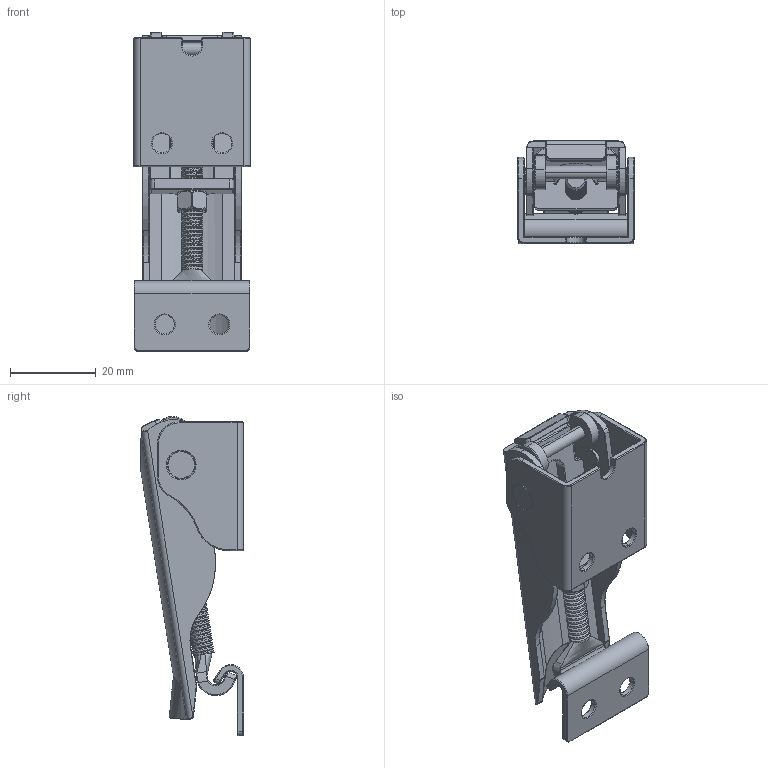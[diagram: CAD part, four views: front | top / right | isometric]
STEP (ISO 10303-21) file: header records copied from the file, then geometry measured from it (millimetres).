
FILE_DESCRIPTION (( 'STEP AP214' ), '1' );
FILE_NAME ('TSL-21207.STEP', '2018-09-10T06:26:30', ( '' ), ( '' ), 'SwSTEP 2.0', 'SolidWorks 2010', '' );
FILE_SCHEMA (( 'AUTOMOTIVE_DESIGN' ));
Length unit declared in the file: millimetre
Products named in the file (9): C-61015-1; C-61012-1; CT-21207-2-1; 固定用鉚釘; TSL-21207; C-61013-1; CT-212072-1; 固定座; C-61006-1
Assembly tree (9 placements, depth 2):
  TSL-21207
    固定座
    C-61013-1
    CT-212072-1
    C-61015-1
    CT-21207-2-1
    C-61006-1
    固定用鉚釘  x2
    C-61012-1
Bounding box: 27.2 x 24 x 74.29 mm (x, y, z)
Volume: 10168.7 mm3; surface area: 14268.3 mm2
Topology: 9 solids, 9 shells, 732 faces, 1766 edges, 1046 vertices
Faces by surface type: cylinder 296, torus 215, plane 99, bspline 89, sphere 22, cone 11
Entity records: 37569 total; most frequent: CARTESIAN_POINT 20452, DIRECTION 3423, ORIENTED_EDGE 3416, EDGE_CURVE 1708, AXIS2_PLACEMENT_3D 1475, VERTEX_POINT 1018, CIRCLE 842, EDGE_LOOP 744
